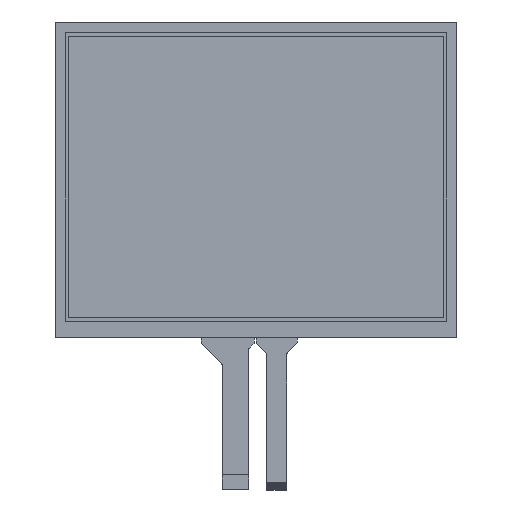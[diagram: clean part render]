
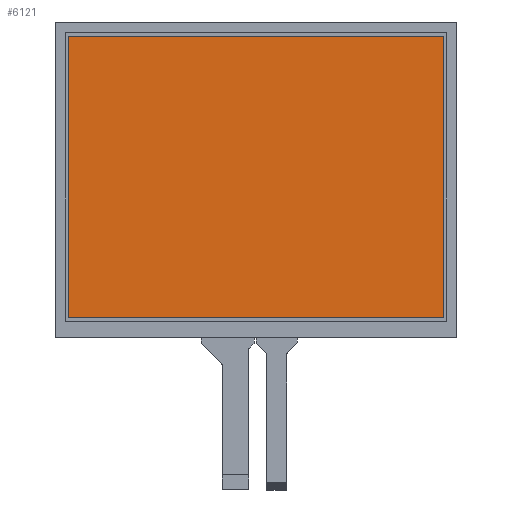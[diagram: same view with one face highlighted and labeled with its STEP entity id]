
A CAD part, top view. The second image highlights one B-rep face of the part: STEP entity #6121.
In plain terms, the highlighted planar face has unit normal (0, 0, 1).
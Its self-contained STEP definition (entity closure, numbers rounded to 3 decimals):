
#351=PLANE('',#6459);
#645=FACE_OUTER_BOUND('',#943,.T.);
#943=EDGE_LOOP('',(#5809,#5810,#5811,#5812));
#1749=LINE('',#9601,#2589);
#1753=LINE('',#9609,#2593);
#1756=LINE('',#9615,#2596);
#1759=LINE('',#9620,#2599);
#2589=VECTOR('',#7873,10.);
#2593=VECTOR('',#7879,10.);
#2596=VECTOR('',#7884,10.);
#2599=VECTOR('',#7889,10.);
#3201=VERTEX_POINT('',#9599);
#3202=VERTEX_POINT('',#9600);
#3205=VERTEX_POINT('',#9608);
#3207=VERTEX_POINT('',#9614);
#4053=EDGE_CURVE('',#3201,#3202,#1749,.T.);
#4057=EDGE_CURVE('',#3205,#3201,#1753,.T.);
#4060=EDGE_CURVE('',#3207,#3205,#1756,.T.);
#4063=EDGE_CURVE('',#3202,#3207,#1759,.T.);
#5809=ORIENTED_EDGE('',*,*,#4053,.T.);
#5810=ORIENTED_EDGE('',*,*,#4063,.T.);
#5811=ORIENTED_EDGE('',*,*,#4060,.T.);
#5812=ORIENTED_EDGE('',*,*,#4057,.T.);
#6121=ADVANCED_FACE('',(#645),#351,.T.);
#6459=AXIS2_PLACEMENT_3D('',#9672,#7935,#7936);
#7873=DIRECTION('',(1.,0.,0.));
#7879=DIRECTION('',(0.,-1.,0.));
#7884=DIRECTION('',(-1.,0.,0.));
#7889=DIRECTION('',(0.,1.,0.));
#7935=DIRECTION('center_axis',(0.,0.,1.));
#7936=DIRECTION('ref_axis',(1.,0.,0.));
#9599=CARTESIAN_POINT('',(-123.,-92.25,0.));
#9600=CARTESIAN_POINT('',(123.,-92.25,0.));
#9601=CARTESIAN_POINT('',(-61.5,-92.25,0.));
#9608=CARTESIAN_POINT('',(-123.,92.25,0.));
#9609=CARTESIAN_POINT('',(-123.,45.2,0.));
#9614=CARTESIAN_POINT('',(123.,92.25,0.));
#9615=CARTESIAN_POINT('',(61.5,92.25,0.));
#9620=CARTESIAN_POINT('',(123.,-47.05,0.));
#9672=CARTESIAN_POINT('Origin',(0.,-1.85,0.));
